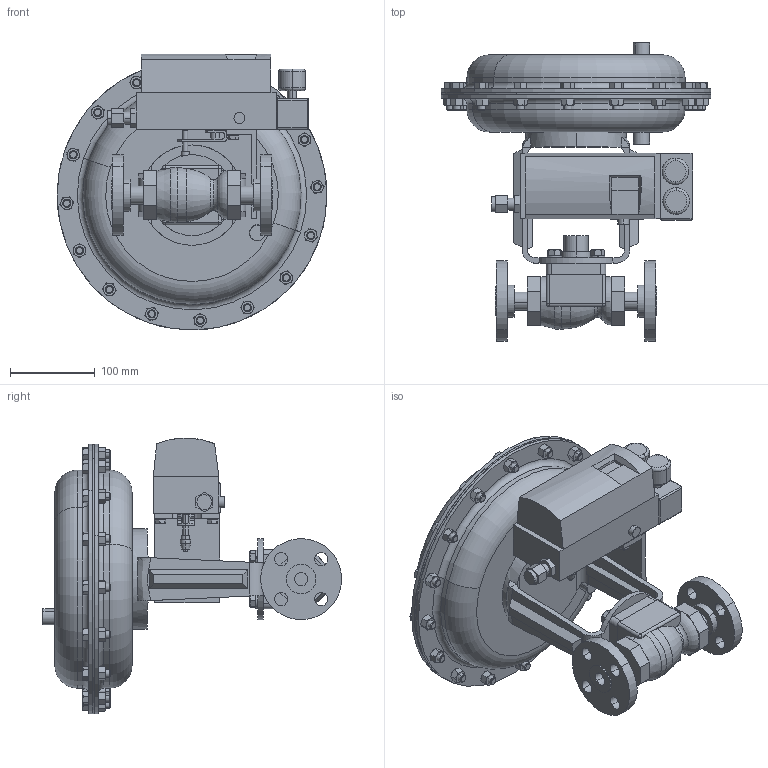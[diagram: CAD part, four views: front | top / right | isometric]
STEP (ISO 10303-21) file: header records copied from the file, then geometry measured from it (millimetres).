
FILE_DESCRIPTION (( 'STEP AP203' ), '1' );
FILE_NAME ('78SP-050-BR+CS+S6-F3-55M-16IQ.step', '2017-09-25T17:07:09', ( '' ), ( '' ), 'SwSTEP 2.0', 'SolidWorks 2014', '' );
FILE_SCHEMA (( 'CONFIG_CONTROL_DESIGN' ));
Length unit declared in the file: inch
Products named in the file (1): 78SP-050-BR+CS+S6-F3-55M-16IQ
Bounding box: 317.42 x 351.9 x 324.8 mm (x, y, z)
Volume: 6657575 mm3; surface area: 893624.9 mm2
Topology: 60 solids, 60 shells, 1214 faces, 2648 edges, 1602 vertices
Faces by surface type: plane 560, cone 394, cylinder 209, torus 41, sphere 6, bspline 4
Entity records: 35515 total; most frequent: CARTESIAN_POINT 9806, ORIENTED_EDGE 5280, DIRECTION 5231, EDGE_CURVE 2640, AXIS2_PLACEMENT_3D 2100, VERTEX_POINT 1602, EDGE_LOOP 1294, FACE_OUTER_BOUND 1214
